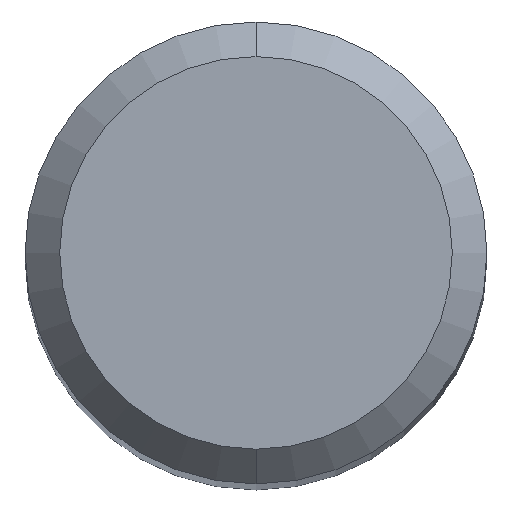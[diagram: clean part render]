
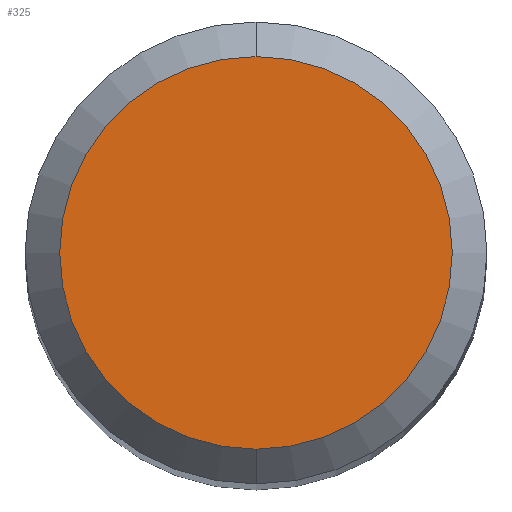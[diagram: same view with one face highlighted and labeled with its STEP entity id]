
A CAD part, top view. The second image highlights one B-rep face of the part: STEP entity #325.
In plain terms, the highlighted planar face has unit normal (0, 0, 1).
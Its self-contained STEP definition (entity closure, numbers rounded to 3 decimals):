
#233=VERTEX_POINT('',#532);
#237=EDGE_CURVE('',#369,#233,#536,.T.);
#325=ADVANCED_FACE('',(#633),#634,.T.);
#369=VERTEX_POINT('',#680);
#379=EDGE_CURVE('',#233,#369,#691,.T.);
#532=CARTESIAN_POINT('',(0.0,1.7,29.567));
#536=CIRCLE('',#947,1.7);
#633=FACE_OUTER_BOUND('',#1209,.T.);
#634=PLANE('',#1210);
#680=CARTESIAN_POINT('',(0.,-1.7,29.567));
#691=CIRCLE('',#1342,1.7);
#947=AXIS2_PLACEMENT_3D('',#1501,#1502,#1503);
#1209=EDGE_LOOP('',(#1619,#1620));
#1210=AXIS2_PLACEMENT_3D('',#1621,#1622,#1623);
#1342=AXIS2_PLACEMENT_3D('',#1672,#1673,#1674);
#1501=CARTESIAN_POINT('',(0.0,0.0,29.567));
#1502=DIRECTION('',(0.0,0.0,-1.0));
#1503=DIRECTION('',(0.0,1.0,0.0));
#1619=ORIENTED_EDGE('',*,*,#379,.F.);
#1620=ORIENTED_EDGE('',*,*,#237,.F.);
#1621=CARTESIAN_POINT('',(0.0,0.85,29.567));
#1622=DIRECTION('',(0.0,0.0,1.0));
#1623=DIRECTION('',(0.0,-1.0,0.0));
#1672=CARTESIAN_POINT('',(0.0,0.0,29.567));
#1673=DIRECTION('',(0.0,0.0,-1.0));
#1674=DIRECTION('',(0.0,1.0,0.0));
